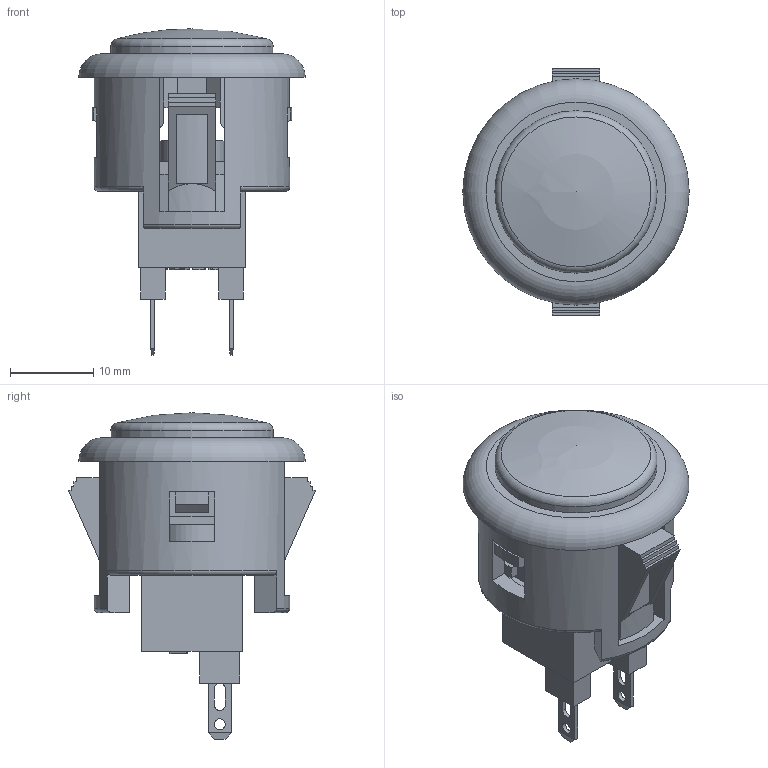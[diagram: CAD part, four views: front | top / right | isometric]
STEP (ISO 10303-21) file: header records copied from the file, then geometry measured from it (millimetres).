
FILE_DESCRIPTION(/* description */ (''),/* implementation_level */ '2;1');
FILE_NAME(/* name */ 'Sanwa OBSF 24mm button.step',/* time_stamp */ '2021-02-16T14:55:14-04:00',/* author */ (''),/* organization */ (''),/* preprocessor_version */ 'ST-DEVELOPER v18.1',/* originating_system */ 'Autodesk Translation Framework v9.7.1.1290',/* authorisation */ '');
FILE_SCHEMA (('AUTOMOTIVE_DESIGN { 1 0 10303 214 3 1 1 }'));
Length unit declared in the file: millimetre
Products named in the file (4): Yellow 24mm button; Base; microswitch v2; Top cap
Assembly tree (3 placements, depth 2):
  Yellow 24mm button
    Base
    microswitch v2
    Top cap
Bounding box: 27.2 x 29.72 x 39.22 mm (x, y, z)
Volume: 6676.5 mm3; surface area: 7254.3 mm2
Topology: 3 solids, 3 shells, 283 faces, 801 edges, 526 vertices
Faces by surface type: plane 219, cylinder 35, bspline 15, torus 6, sphere 6, cone 2
Full cylindrical faces by diameter (mm): 1.321 x2, 7.899 x1, 15.5 x1, 19.5 x2, 23.5 x1
Entity records: 9985 total; most frequent: CARTESIAN_POINT 2498, ORIENTED_EDGE 1582, DIRECTION 1451, EDGE_CURVE 791, LINE 581, VECTOR 581, VERTEX_POINT 522, AXIS2_PLACEMENT_3D 435
